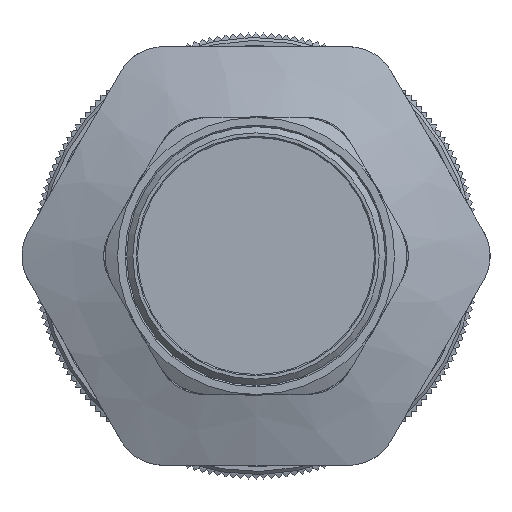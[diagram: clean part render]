
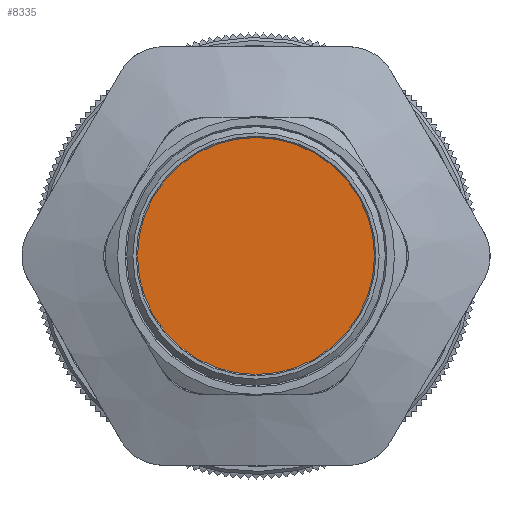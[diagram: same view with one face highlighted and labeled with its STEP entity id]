
A CAD part, front view. The second image highlights one B-rep face of the part: STEP entity #8335.
In plain terms, the highlighted planar face has unit normal (0, -1, 0).
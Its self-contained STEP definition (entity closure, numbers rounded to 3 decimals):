
#918=FACE_OUTER_BOUND('',#1371,.T.);
#1371=EDGE_LOOP('',(#4924));
#2671=CIRCLE('',#8820,19.25);
#2746=VERTEX_POINT('',#11066);
#3613=EDGE_CURVE('',#2746,#2746,#2671,.T.);
#4924=ORIENTED_EDGE('',*,*,#3613,.F.);
#7493=PLANE('',#8819);
#8335=ADVANCED_FACE('',(#918),#7493,.F.);
#8819=AXIS2_PLACEMENT_3D('',#11065,#9348,#9349);
#8820=AXIS2_PLACEMENT_3D('',#11067,#9350,#9351);
#9348=DIRECTION('center_axis',(0.,1.,0.));
#9349=DIRECTION('ref_axis',(0.,0.,1.));
#9350=DIRECTION('center_axis',(0.,1.,0.));
#9351=DIRECTION('ref_axis',(0.,0.,-1.));
#11065=CARTESIAN_POINT('Origin',(-1.427,-16.204,0.));
#11066=CARTESIAN_POINT('',(-1.427,-16.204,19.25));
#11067=CARTESIAN_POINT('Origin',(-1.427,-16.204,0.));
